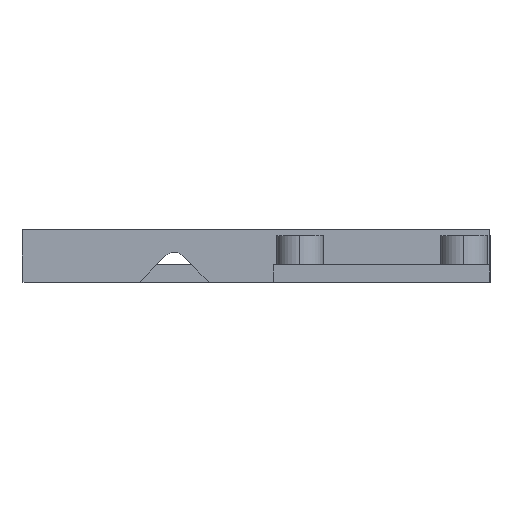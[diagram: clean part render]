
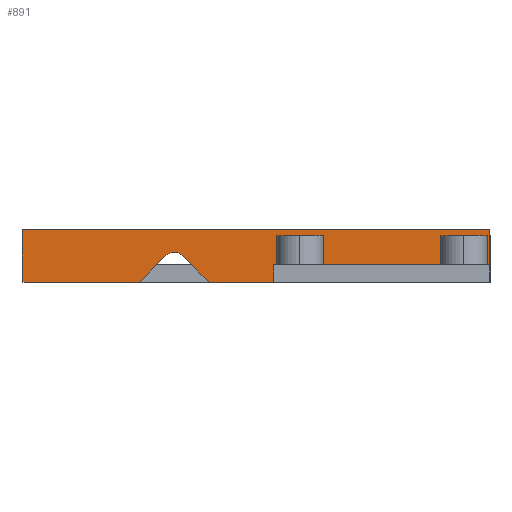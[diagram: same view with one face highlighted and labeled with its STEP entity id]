
A CAD part, left-side view. The second image highlights one B-rep face of the part: STEP entity #891.
In plain terms, the highlighted planar face has unit normal (-1, 0, 0).
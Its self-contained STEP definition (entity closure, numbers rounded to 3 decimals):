
#63 = ORIENTED_EDGE ( 'NONE', *, *, #459, .F. ) ;
#152 = CARTESIAN_POINT ( 'NONE',  ( -13.05, 128.604, -102.937 ) ) ;
#196 = EDGE_CURVE ( 'NONE', #1209, #3445, #2835, .T. ) ;
#290 = DIRECTION ( 'NONE',  ( 0., -0.707, -0.707 ) ) ;
#295 = EDGE_CURVE ( 'NONE', #3414, #2532, #2380, .T. ) ;
#317 = EDGE_CURVE ( 'NONE', #1921, #465, #1567, .T. ) ;
#381 = CARTESIAN_POINT ( 'NONE',  ( -13.05, 85.604, -99.937 ) ) ;
#400 = VERTEX_POINT ( 'NONE', #2494 ) ;
#405 = VERTEX_POINT ( 'NONE', #2230 ) ;
#406 = DIRECTION ( 'NONE',  ( 0., 0., -1. ) ) ;
#459 = EDGE_CURVE ( 'NONE', #3445, #465, #1051, .T. ) ;
#465 = VERTEX_POINT ( 'NONE', #2170 ) ;
#482 = VECTOR ( 'NONE', #290, 1000. ) ;
#504 = ORIENTED_EDGE ( 'NONE', *, *, #196, .F. ) ;
#538 = CARTESIAN_POINT ( 'NONE',  ( -13.05, 85.604, -102.937 ) ) ;
#545 = CARTESIAN_POINT ( 'NONE',  ( -13.05, 101.19, -98.351 ) ) ;
#555 = AXIS2_PLACEMENT_3D ( 'NONE', #2227, #642, #3319 ) ;
#557 = DIRECTION ( 'NONE',  ( 0., -1., 0. ) ) ;
#642 = DIRECTION ( 'NONE',  ( 1., 0., 0. ) ) ;
#682 = DIRECTION ( 'NONE',  ( 0., 1., 0. ) ) ;
#698 = DIRECTION ( 'NONE',  ( 1., 0., 0. ) ) ;
#739 = EDGE_CURVE ( 'NONE', #920, #3414, #1109, .T. ) ;
#802 = LINE ( 'NONE', #1016, #2852 ) ;
#891 = ADVANCED_FACE ( 'NONE', ( #911 ), #3097, .F. ) ;
#911 = FACE_OUTER_BOUND ( 'NONE', #1766, .T. ) ;
#920 = VERTEX_POINT ( 'NONE', #1393 ) ;
#931 = EDGE_CURVE ( 'NONE', #400, #405, #1680, .T. ) ;
#1012 = EDGE_CURVE ( 'NONE', #405, #1943, #1786, .T. ) ;
#1016 = CARTESIAN_POINT ( 'NONE',  ( -13.05, 108.604, -102.937 ) ) ;
#1051 = LINE ( 'NONE', #538, #2501 ) ;
#1109 = LINE ( 'NONE', #1878, #2670 ) ;
#1209 = VERTEX_POINT ( 'NONE', #1964 ) ;
#1225 = CARTESIAN_POINT ( 'NONE',  ( -13.05, 128.604, -93.937 ) ) ;
#1393 = CARTESIAN_POINT ( 'NONE',  ( -13.05, 108.604, -102.937 ) ) ;
#1410 = VECTOR ( 'NONE', #1496, 1000. ) ;
#1464 = VECTOR ( 'NONE', #1590, 1000. ) ;
#1496 = DIRECTION ( 'NONE',  ( 0., 1., 0. ) ) ;
#1514 = VECTOR ( 'NONE', #682, 1000. ) ;
#1529 = LINE ( 'NONE', #2309, #1550 ) ;
#1550 = VECTOR ( 'NONE', #2629, 1000. ) ;
#1567 = LINE ( 'NONE', #2619, #1464 ) ;
#1590 = DIRECTION ( 'NONE',  ( 0., -1., 0. ) ) ;
#1591 = LINE ( 'NONE', #2692, #482 ) ;
#1604 = DIRECTION ( 'NONE',  ( 0., -0.707, 0.707 ) ) ;
#1680 = LINE ( 'NONE', #1225, #1410 ) ;
#1690 = AXIS2_PLACEMENT_3D ( 'NONE', #1844, #698, #1792 ) ;
#1721 = EDGE_CURVE ( 'NONE', #1943, #920, #802, .T. ) ;
#1766 = EDGE_LOOP ( 'NONE', ( #63, #504, #2809, #2587, #2702, #2000, #2118, #3124, #3296, #2108 ) ) ;
#1786 = LINE ( 'NONE', #152, #2616 ) ;
#1792 = DIRECTION ( 'NONE',  ( 0., 1., 0. ) ) ;
#1821 = CARTESIAN_POINT ( 'NONE',  ( -13.05, 85.604, -99.937 ) ) ;
#1844 = CARTESIAN_POINT ( 'NONE',  ( -13.05, 102.604, -99.765 ) ) ;
#1878 = CARTESIAN_POINT ( 'NONE',  ( -13.05, 102.604, -96.937 ) ) ;
#1921 = VERTEX_POINT ( 'NONE', #2283 ) ;
#1943 = VERTEX_POINT ( 'NONE', #1971 ) ;
#1964 = CARTESIAN_POINT ( 'NONE',  ( -13.05, 48.604, -99.937 ) ) ;
#1971 = CARTESIAN_POINT ( 'NONE',  ( -13.05, 128.604, -102.937 ) ) ;
#2000 = ORIENTED_EDGE ( 'NONE', *, *, #1721, .T. ) ;
#2108 = ORIENTED_EDGE ( 'NONE', *, *, #317, .T. ) ;
#2118 = ORIENTED_EDGE ( 'NONE', *, *, #739, .T. ) ;
#2170 = CARTESIAN_POINT ( 'NONE',  ( -13.05, 85.604, -102.937 ) ) ;
#2227 = CARTESIAN_POINT ( 'NONE',  ( -13.05, 0., 0. ) ) ;
#2230 = CARTESIAN_POINT ( 'NONE',  ( -13.05, 128.604, -93.937 ) ) ;
#2283 = CARTESIAN_POINT ( 'NONE',  ( -13.05, 96.604, -102.937 ) ) ;
#2309 = CARTESIAN_POINT ( 'NONE',  ( -13.05, 48.604, -93.937 ) ) ;
#2380 = CIRCLE ( 'NONE', #1690, 2. ) ;
#2494 = CARTESIAN_POINT ( 'NONE',  ( -13.05, 48.604, -93.937 ) ) ;
#2501 = VECTOR ( 'NONE', #3284, 1000. ) ;
#2526 = CARTESIAN_POINT ( 'NONE',  ( -13.05, 104.019, -98.351 ) ) ;
#2532 = VERTEX_POINT ( 'NONE', #545 ) ;
#2587 = ORIENTED_EDGE ( 'NONE', *, *, #931, .T. ) ;
#2616 = VECTOR ( 'NONE', #406, 1000. ) ;
#2619 = CARTESIAN_POINT ( 'NONE',  ( -13.05, 48.604, -102.937 ) ) ;
#2629 = DIRECTION ( 'NONE',  ( 0., 0., 1. ) ) ;
#2670 = VECTOR ( 'NONE', #1604, 1000. ) ;
#2692 = CARTESIAN_POINT ( 'NONE',  ( -13.05, 96.604, -102.937 ) ) ;
#2702 = ORIENTED_EDGE ( 'NONE', *, *, #1012, .T. ) ;
#2809 = ORIENTED_EDGE ( 'NONE', *, *, #3511, .T. ) ;
#2835 = LINE ( 'NONE', #381, #1514 ) ;
#2852 = VECTOR ( 'NONE', #557, 1000. ) ;
#2867 = EDGE_CURVE ( 'NONE', #2532, #1921, #1591, .T. ) ;
#3097 = PLANE ( 'NONE',  #555 ) ;
#3124 = ORIENTED_EDGE ( 'NONE', *, *, #295, .T. ) ;
#3284 = DIRECTION ( 'NONE',  ( 0., 0., -1. ) ) ;
#3296 = ORIENTED_EDGE ( 'NONE', *, *, #2867, .T. ) ;
#3319 = DIRECTION ( 'NONE',  ( 0., 1., 0. ) ) ;
#3414 = VERTEX_POINT ( 'NONE', #2526 ) ;
#3445 = VERTEX_POINT ( 'NONE', #1821 ) ;
#3511 = EDGE_CURVE ( 'NONE', #1209, #400, #1529, .T. ) ;
